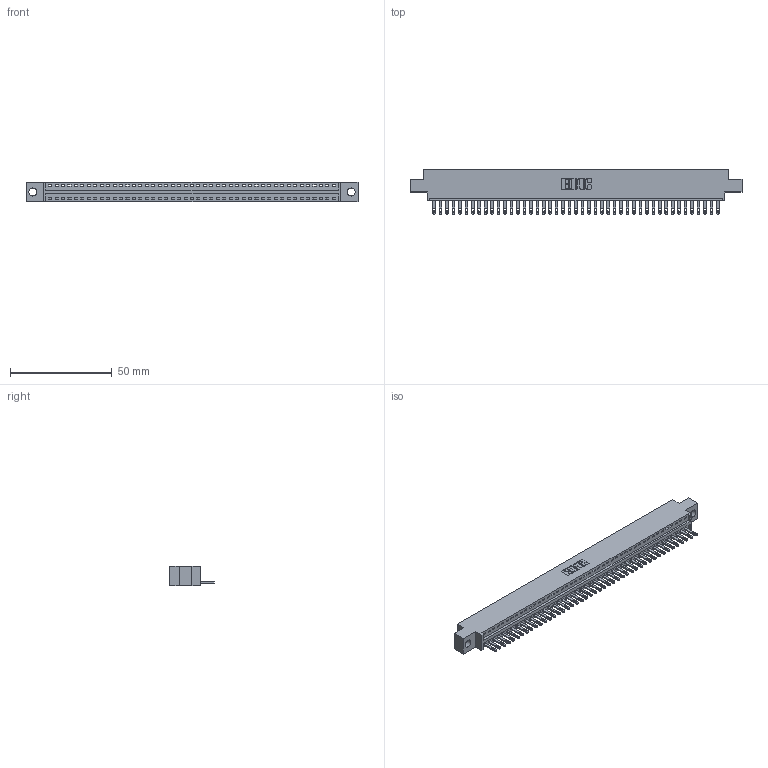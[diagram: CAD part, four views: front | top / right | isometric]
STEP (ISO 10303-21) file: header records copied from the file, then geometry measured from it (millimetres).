
FILE_DESCRIPTION (( 'STEP AP203' ), '1' );
FILE_NAME ('346-045-500-604.STEP', '2018-08-25T03:15:40', ( '' ), ( '' ), 'SwSTEP 2.0', 'SolidWorks 2016', '' );
FILE_SCHEMA (( 'CONFIG_CONTROL_DESIGN' ));
Length unit declared in the file: inch
Products named in the file (3): 346 Part_0.170 Offset - 0.156 Dia-TH; 345-292-001_345-293-100; 346-045-500-604
Assembly tree (46 placements, depth 2):
  346-045-500-604
    346 Part_0.170 Offset - 0.156 Dia-TH
    345-292-001_345-293-100  x45
Bounding box: 163.45 x 21.84 x 9.4 mm (x, y, z)
Volume: 15451.7 mm3; surface area: 19415.2 mm2
Topology: 46 solids, 46 shells, 2556 faces, 7901 edges, 5266 vertices
Faces by surface type: plane 1610, cylinder 946
Entity records: 27589 total; most frequent: CARTESIAN_POINT 4735, ORIENTED_EDGE 4714, DIRECTION 4175, EDGE_CURVE 2357, LINE 2041, VECTOR 2041, VERTEX_POINT 1570, AXIS2_PLACEMENT_3D 1067
